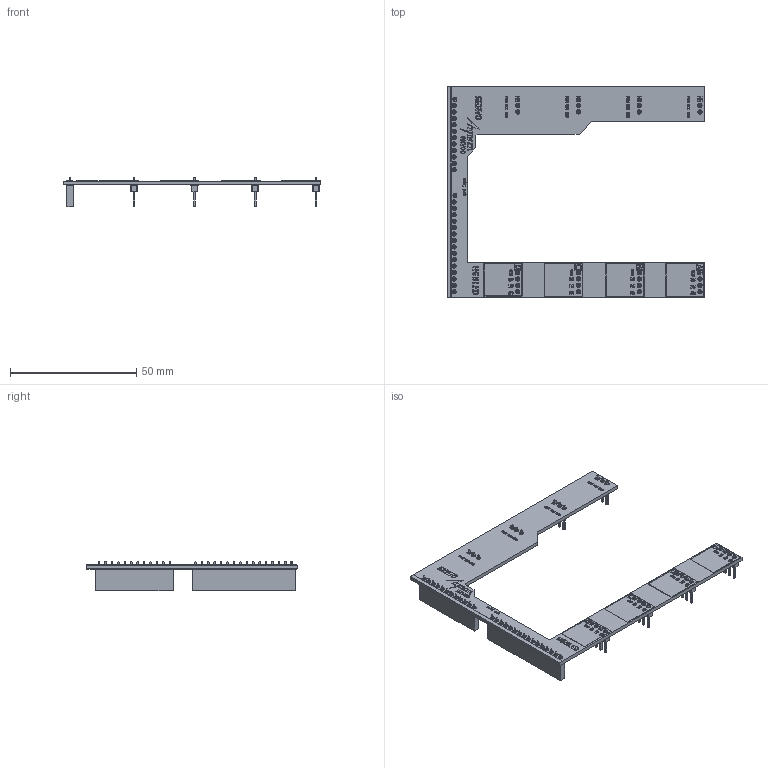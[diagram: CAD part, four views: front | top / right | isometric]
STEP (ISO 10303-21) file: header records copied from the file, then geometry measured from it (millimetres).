
FILE_DESCRIPTION(('KiCad electronic assembly'),'2;1');
FILE_NAME('AQUA_VESC-to-relay-pcb.step','2025-09-30T21:00:01',('Pcbnew') ,('Kicad'),'Open CASCADE STEP processor 7.9','KiCad to STEP converter' ,'Unknown');
FILE_SCHEMA(('AUTOMOTIVE_DESIGN { 1 0 10303 214 1 1 1 1 }'));
Length unit declared in the file: millimetre
Products named in the file (8): AQUA_VESC-to-relay-pcb 1; PinHeader_1x04_P2.54mm_Vertical; PinHeader_1x03_P2.54mm_Vertical; PinSocket_1x16_P2.54mm_Vertical; PinSocket_1x12_P2.54mm_Vertical; AQUA_VESC-to-relay-pcb_pad; AQUA_VESC-to-relay-pcb_silkscreen; AQUA_VESC-to-relay-pcb_PCB
Assembly tree (13 placements, depth 2):
  AQUA_VESC-to-relay-pcb 1
    PinHeader_1x04_P2.54mm_Vertical  x4
    PinHeader_1x03_P2.54mm_Vertical  x4
    PinSocket_1x16_P2.54mm_Vertical
    PinSocket_1x12_P2.54mm_Vertical
    AQUA_VESC-to-relay-pcb_pad
    AQUA_VESC-to-relay-pcb_silkscreen
    AQUA_VESC-to-relay-pcb_PCB
Bounding box: 102 x 83.7 x 11.64 mm (x, y, z)
Volume: 7332.9 mm3; surface area: 13108.3 mm2
Topology: 179 solids, 311 shells, 2387 faces, 7689 edges, 5904 vertices
Faces by surface type: plane 2015, cylinder 372
Full cylindrical faces by diameter (mm): 0.95 x168, 1 x112, 1.7 x92
Entity records: 83225 total; most frequent: CARTESIAN_POINT 13432, DIRECTION 11568, ORIENTED_EDGE 10200, EDGE_CURVE 6435, VERTEX_POINT 5124, LINE 5048, VECTOR 5048, AXIS2_PLACEMENT_3D 3260
